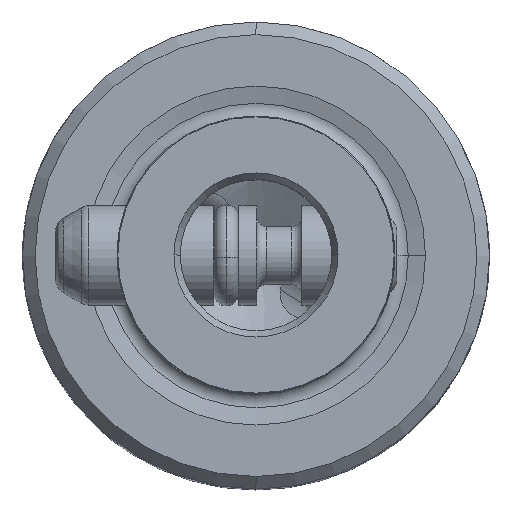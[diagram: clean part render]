
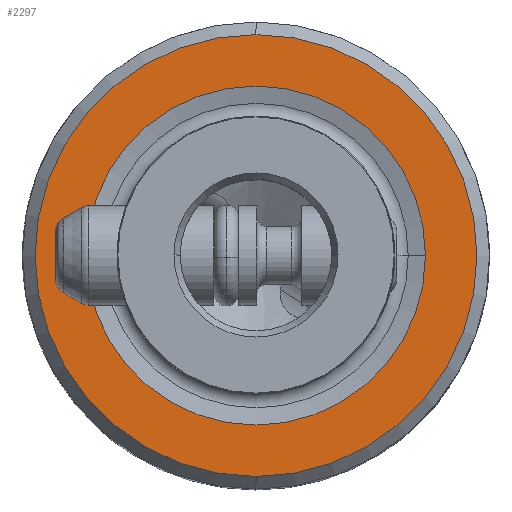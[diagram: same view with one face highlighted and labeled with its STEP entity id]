
A CAD part, top view. The second image highlights one B-rep face of the part: STEP entity #2297.
In plain terms, the highlighted planar face has unit normal (0, 0, 1).
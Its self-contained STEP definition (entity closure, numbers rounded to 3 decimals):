
#1177=EDGE_CURVE('NONE',#3071,#1245,#3333,.T.);
#1245=VERTEX_POINT('NONE',#3410);
#1805=VERTEX_POINT('NONE',#4042);
#1845=VERTEX_POINT('NONE',#4086);
#2073=EDGE_CURVE('NONE',#1245,#3071,#4340,.T.);
#2131=EDGE_CURVE('NONE',#1805,#1845,#4407,.T.);
#2297=ADVANCED_FACE('NONE',(#4596,#4597),#4598,.T.);
#2637=EDGE_CURVE('NONE',#1845,#1805,#4977,.T.);
#3071=VERTEX_POINT('NONE',#5450);
#3333=CIRCLE('',#5763,8.75);
#3410=CARTESIAN_POINT('',(0.,8.75,0.0));
#4042=CARTESIAN_POINT('',(6.712,0.,0.0));
#4086=CARTESIAN_POINT('',(-6.712,0.,0.0));
#4340=CIRCLE('',#7356,8.75);
#4407=CIRCLE('',#7439,6.712);
#4596=FACE_OUTER_BOUND('',#7732,.T.);
#4597=FACE_BOUND('',#7733,.T.);
#4598=PLANE('',#7734);
#4977=CIRCLE('',#8379,6.712);
#5450=CARTESIAN_POINT('',(0.0,-8.75,0.0));
#5763=AXIS2_PLACEMENT_3D('',#9458,#9459,#9460);
#7356=AXIS2_PLACEMENT_3D('',#10726,#10727,#10728);
#7439=AXIS2_PLACEMENT_3D('',#10822,#10823,#10824);
#7732=EDGE_LOOP('',(#11076,#11077));
#7733=EDGE_LOOP('',(#11078,#11079));
#7734=AXIS2_PLACEMENT_3D('',#11080,#11081,#11082);
#8379=AXIS2_PLACEMENT_3D('',#11559,#11560,#11561);
#9458=CARTESIAN_POINT('',(0.0,0.0,0.0));
#9459=DIRECTION('',(0.0,-0.0,1.0));
#9460=DIRECTION('',(0.0,1.0,0.0));
#10726=CARTESIAN_POINT('',(0.0,0.0,0.0));
#10727=DIRECTION('',(0.0,-0.0,1.0));
#10728=DIRECTION('',(0.0,1.0,0.0));
#10822=CARTESIAN_POINT('',(0.0,0.0,0.0));
#10823=DIRECTION('',(0.0,-0.0,1.0));
#10824=DIRECTION('',(0.0,1.0,0.0));
#11076=ORIENTED_EDGE('',*,*,#1177,.T.);
#11077=ORIENTED_EDGE('',*,*,#2073,.T.);
#11078=ORIENTED_EDGE('',*,*,#2131,.F.);
#11079=ORIENTED_EDGE('',*,*,#2637,.F.);
#11080=CARTESIAN_POINT('',(-5.5,0.0,0.0));
#11081=DIRECTION('',(0.0,-0.0,1.0));
#11082=DIRECTION('',(0.0,1.0,0.0));
#11559=CARTESIAN_POINT('',(0.0,0.0,0.0));
#11560=DIRECTION('',(0.0,-0.0,1.0));
#11561=DIRECTION('',(0.0,1.0,0.0));
